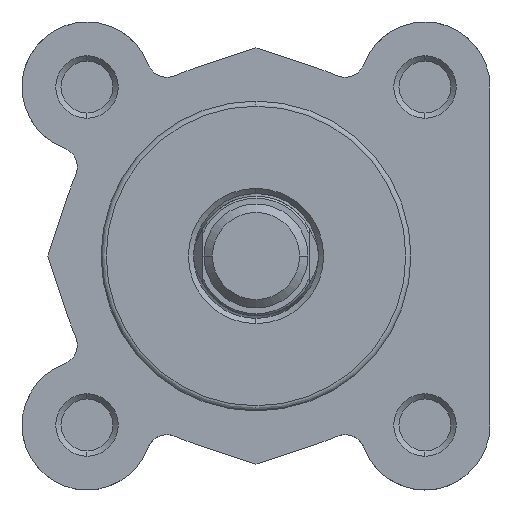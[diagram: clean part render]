
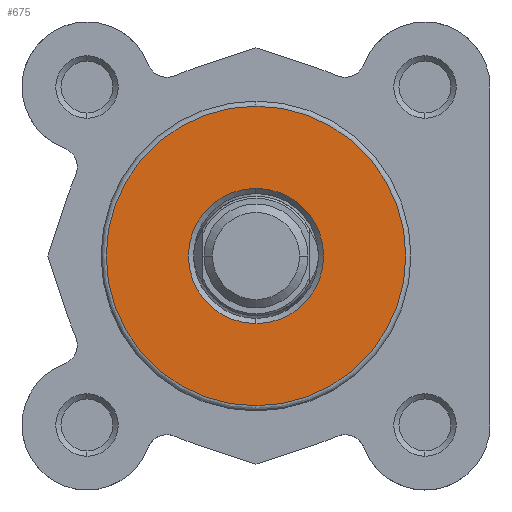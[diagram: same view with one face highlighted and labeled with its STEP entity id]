
A CAD part, left-side view. The second image highlights one B-rep face of the part: STEP entity #675.
In plain terms, the highlighted planar face has unit normal (-1, 0, 0).
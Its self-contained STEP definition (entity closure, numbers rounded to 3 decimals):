
#139 = EDGE_CURVE ( 'NONE', #3633, #3724, #1440, .T. ) ;
#143 = EDGE_CURVE ( 'NONE', #3635, #3711, #1446, .T. ) ;
#469 = CARTESIAN_POINT ( 'NONE',  ( 0., 0., 0. ) ) ;
#503 = DIRECTION ( 'NONE',  ( -1., 0., 0. ) ) ;
#504 = DIRECTION ( 'NONE',  ( 0., 0., 1. ) ) ;
#536 = DIRECTION ( 'NONE',  ( 0., 0., 1. ) ) ;
#537 = CARTESIAN_POINT ( 'NONE',  ( 0., 0., 0. ) ) ;
#538 = DIRECTION ( 'NONE',  ( 1., 0., 0. ) ) ;
#675 = ADVANCED_FACE ( 'NONE', ( #1646, #1650 ), #4920, .T. ) ;
#1136 = EDGE_LOOP ( 'NONE', ( #4479, #4478 ) ) ;
#1138 = EDGE_LOOP ( 'NONE', ( #4477, #4476 ) ) ;
#1440 = CIRCLE ( 'NONE', #2045, 6.5 ) ;
#1446 = CIRCLE ( 'NONE', #2047, 14.4 ) ;
#1646 = FACE_BOUND ( 'NONE', #1136, .T. ) ;
#1650 = FACE_OUTER_BOUND ( 'NONE', #1138, .T. ) ;
#2045 = AXIS2_PLACEMENT_3D ( 'NONE', #537, #538, #536 ) ;
#2047 = AXIS2_PLACEMENT_3D ( 'NONE', #469, #503, #504 ) ;
#2144 = AXIS2_PLACEMENT_3D ( 'NONE', #4919, #4921, #4922 ) ;
#2396 = AXIS2_PLACEMENT_3D ( 'NONE', #2726, #2727, #2728 ) ;
#2407 = AXIS2_PLACEMENT_3D ( 'NONE', #2761, #2770, #2771 ) ;
#2726 = CARTESIAN_POINT ( 'NONE',  ( 0., 0., 0. ) ) ;
#2727 = DIRECTION ( 'NONE',  ( -1., 0., 0. ) ) ;
#2728 = DIRECTION ( 'NONE',  ( 0., 0., 1. ) ) ;
#2761 = CARTESIAN_POINT ( 'NONE',  ( 0., 0., 0. ) ) ;
#2770 = DIRECTION ( 'NONE',  ( 1., 0., 0. ) ) ;
#2771 = DIRECTION ( 'NONE',  ( 0., 0., 1. ) ) ;
#3633 = VERTEX_POINT ( 'NONE', #5837 ) ;
#3635 = VERTEX_POINT ( 'NONE', #5839 ) ;
#3711 = VERTEX_POINT ( 'NONE', #5915 ) ;
#3724 = VERTEX_POINT ( 'NONE', #5928 ) ;
#4476 = ORIENTED_EDGE ( 'NONE', *, *, #4525, .T. ) ;
#4477 = ORIENTED_EDGE ( 'NONE', *, *, #143, .T. ) ;
#4478 = ORIENTED_EDGE ( 'NONE', *, *, #4540, .T. ) ;
#4479 = ORIENTED_EDGE ( 'NONE', *, *, #139, .T. ) ;
#4525 = EDGE_CURVE ( 'NONE', #3711, #3635, #6280, .T. ) ;
#4540 = EDGE_CURVE ( 'NONE', #3724, #3633, #6298, .T. ) ;
#4919 = CARTESIAN_POINT ( 'NONE',  ( 0., -6., 0. ) ) ;
#4920 = PLANE ( 'NONE',  #2144 ) ;
#4921 = DIRECTION ( 'NONE',  ( -1., 0., 0. ) ) ;
#4922 = DIRECTION ( 'NONE',  ( 0., 0., 1. ) ) ;
#5837 = CARTESIAN_POINT ( 'NONE',  ( 0., 0., 6.5 ) ) ;
#5839 = CARTESIAN_POINT ( 'NONE',  ( 0., 0., 14.4 ) ) ;
#5915 = CARTESIAN_POINT ( 'NONE',  ( 0., 0., -14.4 ) ) ;
#5928 = CARTESIAN_POINT ( 'NONE',  ( 0., 0., -6.5 ) ) ;
#6280 = CIRCLE ( 'NONE', #2396, 14.4 ) ;
#6298 = CIRCLE ( 'NONE', #2407, 6.5 ) ;
